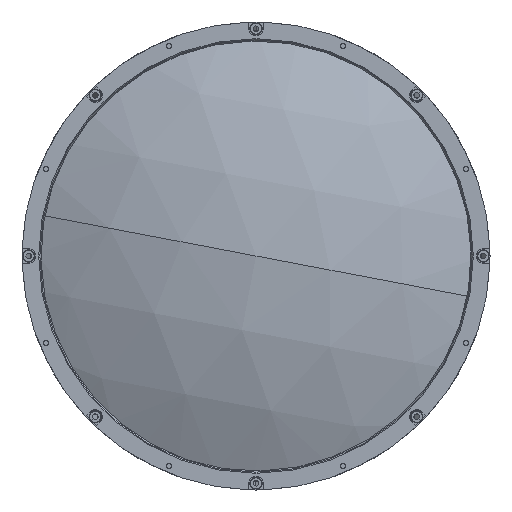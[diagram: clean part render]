
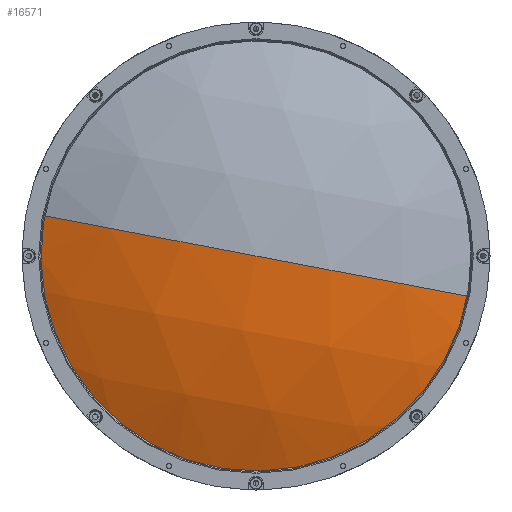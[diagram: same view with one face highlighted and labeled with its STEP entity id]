
A CAD part, left-side view. The second image highlights one B-rep face of the part: STEP entity #16571.
In plain terms, the highlighted spherical face has radius 231.3 mm.
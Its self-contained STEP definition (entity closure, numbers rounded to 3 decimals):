
#92 = DIRECTION ( 'NONE',  ( 0., -0.982, -0.187 ) ) ;
#262 = CARTESIAN_POINT ( 'NONE',  ( 19.407, 96.77, 18.381 ) ) ;
#874 = VERTEX_POINT ( 'NONE', #17636 ) ;
#888 = ORIENTED_EDGE ( 'NONE', *, *, #1283, .F. ) ;
#1283 = EDGE_CURVE ( 'NONE', #7865, #15781, #9666, .T. ) ;
#2236 = DIRECTION ( 'NONE',  ( -1., 0., 0. ) ) ;
#3356 = CARTESIAN_POINT ( 'NONE',  ( 228.685, 0., 0. ) ) ;
#4171 = FACE_OUTER_BOUND ( 'NONE', #4346, .T. ) ;
#4346 = EDGE_LOOP ( 'NONE', ( #8888, #8887, #888 ) ) ;
#5327 = CARTESIAN_POINT ( 'NONE',  ( 228.685, 0., 0. ) ) ;
#6046 = AXIS2_PLACEMENT_3D ( 'NONE', #3356, #16498, #92 ) ;
#6281 = CARTESIAN_POINT ( 'NONE',  ( 228.685, 0., 0. ) ) ;
#7865 = VERTEX_POINT ( 'NONE', #262 ) ;
#7868 = DIRECTION ( 'NONE',  ( 0., 0.982, 0.187 ) ) ;
#8410 = SPHERICAL_SURFACE ( 'NONE', #18147, 231.3 ) ;
#8887 = ORIENTED_EDGE ( 'NONE', *, *, #18452, .T. ) ;
#8888 = ORIENTED_EDGE ( 'NONE', *, *, #19117, .T. ) ;
#9666 = CIRCLE ( 'NONE', #6046, 231.3 ) ;
#9775 = AXIS2_PLACEMENT_3D ( 'NONE', #6281, #17387, #7868 ) ;
#10057 = AXIS2_PLACEMENT_3D ( 'NONE', #11732, #2236, #13324 ) ;
#11732 = CARTESIAN_POINT ( 'NONE',  ( 19.407, 0., 0. ) ) ;
#12791 = CIRCLE ( 'NONE', #9775, 231.3 ) ;
#13324 = DIRECTION ( 'NONE',  ( 0., 0.187, -0.982 ) ) ;
#14924 = DIRECTION ( 'NONE',  ( 0., 0.187, -0.982 ) ) ;
#15781 = VERTEX_POINT ( 'NONE', #16374 ) ;
#16374 = CARTESIAN_POINT ( 'NONE',  ( -2.615, 0., 0. ) ) ;
#16498 = DIRECTION ( 'NONE',  ( 0., -0.187, 0.982 ) ) ;
#16571 = ADVANCED_FACE ( 'NONE', ( #4171 ), #8410, .T. ) ;
#17387 = DIRECTION ( 'NONE',  ( 0., 0.187, -0.982 ) ) ;
#17636 = CARTESIAN_POINT ( 'NONE',  ( 19.407, -96.77, -18.381 ) ) ;
#18147 = AXIS2_PLACEMENT_3D ( 'NONE', #5327, #14924, #19740 ) ;
#18452 = EDGE_CURVE ( 'NONE', #874, #15781, #12791, .T. ) ;
#18533 = CIRCLE ( 'NONE', #10057, 98.5 ) ;
#19117 = EDGE_CURVE ( 'NONE', #7865, #874, #18533, .T. ) ;
#19740 = DIRECTION ( 'NONE',  ( 0., 0.982, 0.187 ) ) ;
